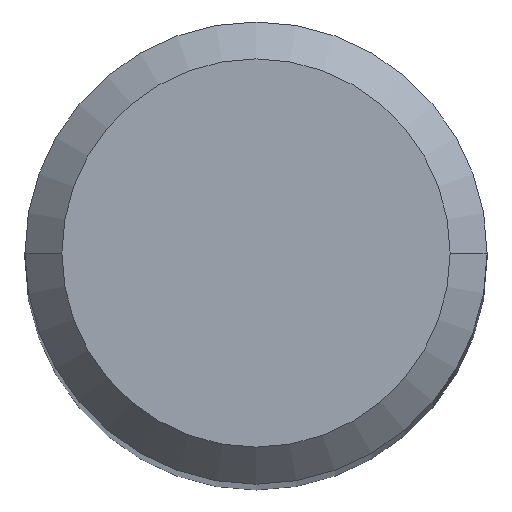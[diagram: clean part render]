
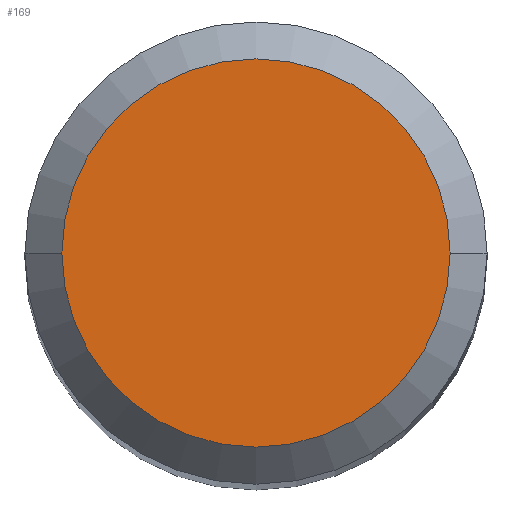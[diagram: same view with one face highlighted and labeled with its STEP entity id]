
A CAD part, top view. The second image highlights one B-rep face of the part: STEP entity #169.
In plain terms, the highlighted planar face has unit normal (0, 0, 1).
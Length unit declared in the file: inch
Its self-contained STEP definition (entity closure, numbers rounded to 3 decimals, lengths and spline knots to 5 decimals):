
#19 = EDGE_CURVE ( 'NONE', #289, #109, #261, .T. ) ;
#25 = DIRECTION ( 'NONE',  ( 0., 0., 1. ) ) ;
#29 = FACE_OUTER_BOUND ( 'NONE', #180, .T. ) ;
#43 = ORIENTED_EDGE ( 'NONE', *, *, #116, .T. ) ;
#46 = DIRECTION ( 'NONE',  ( 0., 0., 1. ) ) ;
#51 = DIRECTION ( 'NONE',  ( 0., 0., 1. ) ) ;
#58 = ORIENTED_EDGE ( 'NONE', *, *, #19, .T. ) ;
#73 = DIRECTION ( 'NONE',  ( 1., 0., 0. ) ) ;
#80 = AXIS2_PLACEMENT_3D ( 'NONE', #92, #25, #170 ) ;
#92 = CARTESIAN_POINT ( 'NONE',  ( 0., 0., 2. ) ) ;
#109 = VERTEX_POINT ( 'NONE', #187 ) ;
#112 = AXIS2_PLACEMENT_3D ( 'NONE', #243, #51, #73 ) ;
#116 = EDGE_CURVE ( 'NONE', #109, #289, #292, .T. ) ;
#128 = AXIS2_PLACEMENT_3D ( 'NONE', #165, #46, #142 ) ;
#142 = DIRECTION ( 'NONE',  ( 1., 0., 0. ) ) ;
#165 = CARTESIAN_POINT ( 'NONE',  ( 0., 0., 2. ) ) ;
#169 = ADVANCED_FACE ( 'NONE', ( #29 ), #239, .T. ) ;
#170 = DIRECTION ( 'NONE',  ( 1., 0., 0. ) ) ;
#180 = EDGE_LOOP ( 'NONE', ( #58, #43 ) ) ;
#187 = CARTESIAN_POINT ( 'NONE',  ( 0.07875, 0., 2. ) ) ;
#201 = CARTESIAN_POINT ( 'NONE',  ( -0.07875, 0., 2. ) ) ;
#239 = PLANE ( 'NONE',  #112 ) ;
#243 = CARTESIAN_POINT ( 'NONE',  ( 0., 0., 2. ) ) ;
#261 = CIRCLE ( 'NONE', #80, 0.07875 ) ;
#289 = VERTEX_POINT ( 'NONE', #201 ) ;
#292 = CIRCLE ( 'NONE', #128, 0.07875 ) ;
